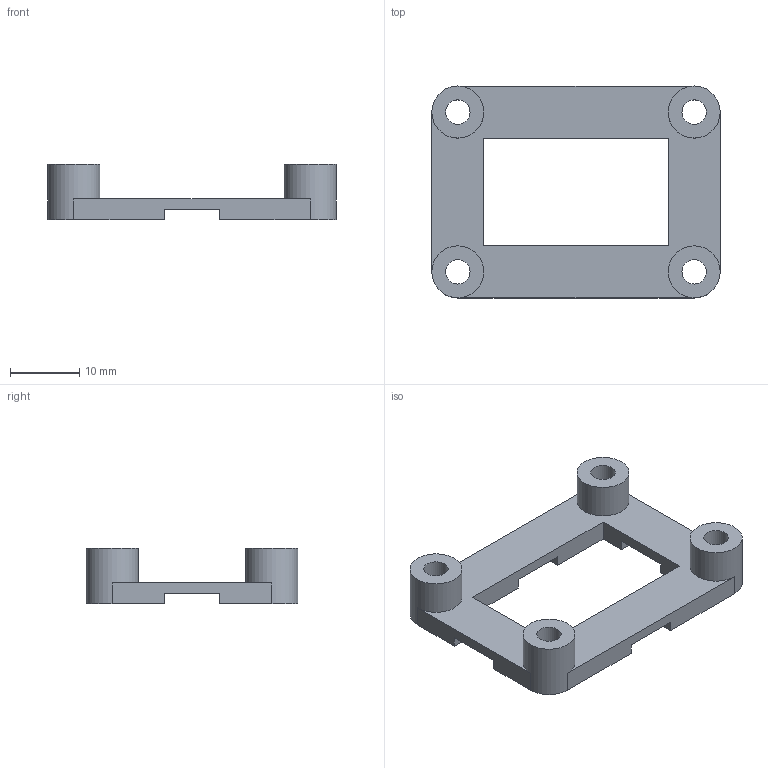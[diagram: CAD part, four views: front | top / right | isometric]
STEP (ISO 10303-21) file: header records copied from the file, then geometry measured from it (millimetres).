
FILE_DESCRIPTION(/* description */ (''),/* implementation_level */ '2;1');
FILE_NAME(/* name */ 'toolboard-small-wire-clip-v1.step',/* time_stamp */ '2022-11-03T10:18:17-04:00',/* author */ (''),/* organization */ (''),/* preprocessor_version */ 'ST-DEVELOPER v19',/* originating_system */ 'Autodesk Translation Framework v11.7.0.108',/* authorisation */ '');
FILE_SCHEMA (('AUTOMOTIVE_DESIGN { 1 0 10303 214 3 1 1 }'));
Length unit declared in the file: millimetre
Products named in the file (1): toolboard-small-wire-clip
Bounding box: 41.5 x 30.5 x 8 mm (x, y, z)
Volume: 2744.5 mm3; surface area: 3090.7 mm2
Topology: 1 solids, 1 shells, 37 faces, 106 edges, 70 vertices
Faces by surface type: plane 29, cylinder 8
Full cylindrical faces by diameter (mm): 3.5 x4, 7.5 x4
Entity records: 1259 total; most frequent: CARTESIAN_POINT 214, ORIENTED_EDGE 212, DIRECTION 204, EDGE_CURVE 106, LINE 84, VECTOR 84, VERTEX_POINT 70, AXIS2_PLACEMENT_3D 60
